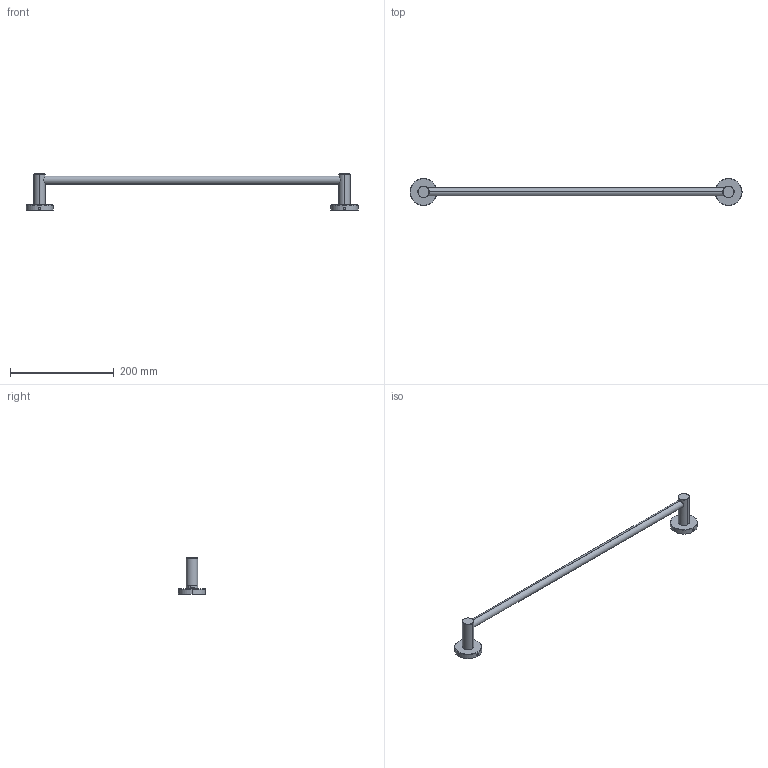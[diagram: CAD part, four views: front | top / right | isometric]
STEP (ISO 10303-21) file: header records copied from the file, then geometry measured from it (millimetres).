
FILE_DESCRIPTION (( 'STEP AP203' ), '1' );
FILE_NAME ('1224.STEP', '2020-10-13T02:31:21', ( '' ), ( '' ), 'SwSTEP 2.0', 'SolidWorks 2018', '' );
FILE_SCHEMA (( 'CONFIG_CONTROL_DESIGN' ));
Length unit declared in the file: millimetre
Products named in the file (9): 俋鞠褒蹟佪M8X12; 11爾え; 12等裝芛; 12等裝24§; 11假蚾えㄗ橾ㄘ; 1224; 内六角尖端紧定螺丝M5X10; 12菁釱
Assembly tree (13 placements, depth 3):
  1224
    11假蚾えㄗ橾ㄘ  x2
    俋鞠褒蹟佪M8X12  x2
    12菁釱  x2
    内六角尖端紧定螺丝M5X10  x2
    12等裝芛  x2
      12等裝芛
      11爾え
    12等裝24§
Bounding box: 639 x 52 x 70 mm (x, y, z)
Volume: 61296.6 mm3; surface area: 94322.5 mm2
Topology: 13 solids, 13 shells, 388 faces, 992 edges, 638 vertices
Faces by surface type: cylinder 188, plane 116, cone 68, torus 8, bspline 8
Entity records: 9741 total; most frequent: CARTESIAN_POINT 4152, ORIENTED_EDGE 1000, DIRECTION 900, EDGE_CURVE 500, AXIS2_PLACEMENT_3D 338, VERTEX_POINT 323, LINE 224, VECTOR 224
